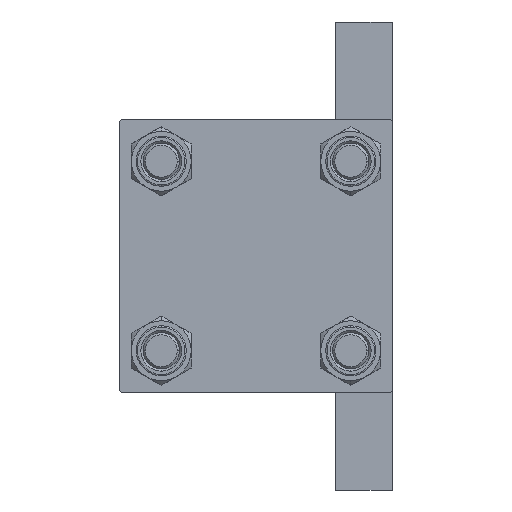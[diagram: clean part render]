
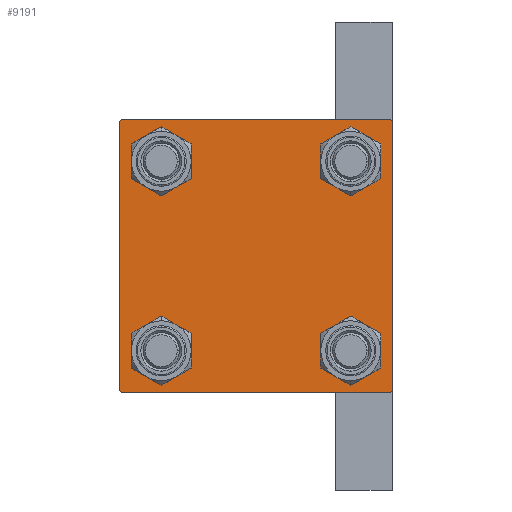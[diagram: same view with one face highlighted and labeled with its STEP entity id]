
A CAD part, left-side view. The second image highlights one B-rep face of the part: STEP entity #9191.
In plain terms, the highlighted planar face has unit normal (-1, 0, 0).
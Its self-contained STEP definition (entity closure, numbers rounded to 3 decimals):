
#10 = DIRECTION ( 'NONE',  ( 0., -0.707, -0.707 ) ) ;
#23 = DIRECTION ( 'NONE',  ( 0., 0., 1. ) ) ;
#265 = CARTESIAN_POINT ( 'NONE',  ( 0., -20.85, 20.85 ) ) ;
#952 = CARTESIAN_POINT ( 'NONE',  ( 0., 20.85, -20.85 ) ) ;
#1450 = EDGE_CURVE ( 'NONE', #19837, #10844, #37935, .T. ) ;
#1746 = DIRECTION ( 'NONE',  ( 1., 0., 0. ) ) ;
#2054 = EDGE_CURVE ( 'NONE', #3514, #33764, #41874, .T. ) ;
#3173 = EDGE_CURVE ( 'NONE', #14208, #24768, #6049, .T. ) ;
#3514 = VERTEX_POINT ( 'NONE', #5609 ) ;
#3985 = ORIENTED_EDGE ( 'NONE', *, *, #47278, .T. ) ;
#4668 = DIRECTION ( 'NONE',  ( 1., 0., 0. ) ) ;
#4786 = ORIENTED_EDGE ( 'NONE', *, *, #19182, .T. ) ;
#5175 = CARTESIAN_POINT ( 'NONE',  ( 0., -30., -29.5 ) ) ;
#5600 = DIRECTION ( 'NONE',  ( 0., 0., 1. ) ) ;
#5609 = CARTESIAN_POINT ( 'NONE',  ( 0., 20.85, -16.35 ) ) ;
#5948 = CARTESIAN_POINT ( 'NONE',  ( 0., -29.75, 29.75 ) ) ;
#6049 = CIRCLE ( 'NONE', #32559, 4.5 ) ;
#6271 = VERTEX_POINT ( 'NONE', #14613 ) ;
#6314 = VECTOR ( 'NONE', #44293, 1000. ) ;
#6814 = EDGE_CURVE ( 'NONE', #43153, #28761, #14593, .T. ) ;
#7232 = ORIENTED_EDGE ( 'NONE', *, *, #48021, .T. ) ;
#7263 = CIRCLE ( 'NONE', #11940, 4.5 ) ;
#7344 = CARTESIAN_POINT ( 'NONE',  ( 0., 29.75, -29.75 ) ) ;
#7353 = VECTOR ( 'NONE', #17032, 1000. ) ;
#7706 = VECTOR ( 'NONE', #17647, 1000. ) ;
#8263 = CARTESIAN_POINT ( 'NONE',  ( 0., -20.85, -25.35 ) ) ;
#8286 = CARTESIAN_POINT ( 'NONE',  ( 0., -20.85, -20.85 ) ) ;
#8586 = CARTESIAN_POINT ( 'NONE',  ( 0., 20.85, 20.85 ) ) ;
#9191 = ADVANCED_FACE ( 'NONE', ( #17173, #42807, #47427, #24729, #14211 ), #40100, .T. ) ;
#9389 = CARTESIAN_POINT ( 'NONE',  ( 0., 30., 29.5 ) ) ;
#9950 = AXIS2_PLACEMENT_3D ( 'NONE', #265, #22009, #23 ) ;
#10152 = EDGE_CURVE ( 'NONE', #18516, #12885, #36434, .T. ) ;
#10219 = CARTESIAN_POINT ( 'NONE',  ( 0., 29.75, 29.75 ) ) ;
#10823 = ORIENTED_EDGE ( 'NONE', *, *, #2054, .T. ) ;
#10844 = VERTEX_POINT ( 'NONE', #27691 ) ;
#10896 = DIRECTION ( 'NONE',  ( 1., 0., 0. ) ) ;
#11057 = ORIENTED_EDGE ( 'NONE', *, *, #26841, .T. ) ;
#11887 = EDGE_CURVE ( 'NONE', #38146, #13913, #17535, .T. ) ;
#11940 = AXIS2_PLACEMENT_3D ( 'NONE', #8286, #19517, #40992 ) ;
#12069 = CARTESIAN_POINT ( 'NONE',  ( 0., 30., -30. ) ) ;
#12862 = CARTESIAN_POINT ( 'NONE',  ( 0., 30., 30. ) ) ;
#12885 = VERTEX_POINT ( 'NONE', #38562 ) ;
#13316 = AXIS2_PLACEMENT_3D ( 'NONE', #8586, #4668, #38354 ) ;
#13913 = VERTEX_POINT ( 'NONE', #9389 ) ;
#14208 = VERTEX_POINT ( 'NONE', #31779 ) ;
#14211 = FACE_OUTER_BOUND ( 'NONE', #41521, .T. ) ;
#14593 = CIRCLE ( 'NONE', #9950, 4.5 ) ;
#14613 = CARTESIAN_POINT ( 'NONE',  ( 0., 20.85, 25.35 ) ) ;
#14866 = CIRCLE ( 'NONE', #13316, 4.5 ) ;
#15041 = EDGE_LOOP ( 'NONE', ( #28947, #38158 ) ) ;
#15227 = VECTOR ( 'NONE', #38261, 1000. ) ;
#15852 = DIRECTION ( 'NONE',  ( 1., 0., 0. ) ) ;
#16010 = ORIENTED_EDGE ( 'NONE', *, *, #19413, .F. ) ;
#16624 = CARTESIAN_POINT ( 'NONE',  ( 0., 29.5, -30. ) ) ;
#17032 = DIRECTION ( 'NONE',  ( 0., -1., 0. ) ) ;
#17173 = FACE_BOUND ( 'NONE', #15041, .T. ) ;
#17535 = LINE ( 'NONE', #10219, #41299 ) ;
#17647 = DIRECTION ( 'NONE',  ( 0., 0.707, 0.707 ) ) ;
#17853 = VERTEX_POINT ( 'NONE', #5175 ) ;
#18398 = CIRCLE ( 'NONE', #48026, 4.5 ) ;
#18516 = VERTEX_POINT ( 'NONE', #43870 ) ;
#18803 = CARTESIAN_POINT ( 'NONE',  ( 0., 20.85, 16.35 ) ) ;
#19182 = EDGE_CURVE ( 'NONE', #6271, #26323, #14866, .T. ) ;
#19413 = EDGE_CURVE ( 'NONE', #18516, #17853, #22075, .T. ) ;
#19517 = DIRECTION ( 'NONE',  ( 1., 0., 0. ) ) ;
#19837 = VERTEX_POINT ( 'NONE', #16624 ) ;
#19922 = AXIS2_PLACEMENT_3D ( 'NONE', #31388, #27735, #42617 ) ;
#20156 = AXIS2_PLACEMENT_3D ( 'NONE', #21073, #35716, #28159 ) ;
#20643 = DIRECTION ( 'NONE',  ( 0., -0.707, 0.707 ) ) ;
#20823 = AXIS2_PLACEMENT_3D ( 'NONE', #952, #15852, #5600 ) ;
#21033 = CARTESIAN_POINT ( 'NONE',  ( 0., -20.85, -20.85 ) ) ;
#21073 = CARTESIAN_POINT ( 'NONE',  ( 0., 0., 0. ) ) ;
#22009 = DIRECTION ( 'NONE',  ( 1., 0., 0. ) ) ;
#22075 = LINE ( 'NONE', #43347, #6314 ) ;
#22097 = EDGE_LOOP ( 'NONE', ( #47479, #11057 ) ) ;
#22551 = ORIENTED_EDGE ( 'NONE', *, *, #11887, .T. ) ;
#24129 = AXIS2_PLACEMENT_3D ( 'NONE', #33828, #10896, #40680 ) ;
#24678 = CARTESIAN_POINT ( 'NONE',  ( 0., -20.85, 16.35 ) ) ;
#24729 = FACE_BOUND ( 'NONE', #38358, .T. ) ;
#24768 = VERTEX_POINT ( 'NONE', #8263 ) ;
#24774 = CARTESIAN_POINT ( 'NONE',  ( 0., -29.75, -29.75 ) ) ;
#24905 = EDGE_CURVE ( 'NONE', #38146, #12885, #36766, .T. ) ;
#25106 = DIRECTION ( 'NONE',  ( 0., 0.707, -0.707 ) ) ;
#25265 = CARTESIAN_POINT ( 'NONE',  ( 0., 30., -29.5 ) ) ;
#26323 = VERTEX_POINT ( 'NONE', #18803 ) ;
#26841 = EDGE_CURVE ( 'NONE', #24768, #14208, #7263, .T. ) ;
#27228 = VECTOR ( 'NONE', #20643, 1000. ) ;
#27691 = CARTESIAN_POINT ( 'NONE',  ( 0., -29.5, -30. ) ) ;
#27735 = DIRECTION ( 'NONE',  ( 1., 0., 0. ) ) ;
#28159 = DIRECTION ( 'NONE',  ( 0., 0., 1. ) ) ;
#28761 = VERTEX_POINT ( 'NONE', #24678 ) ;
#28947 = ORIENTED_EDGE ( 'NONE', *, *, #6814, .T. ) ;
#31388 = CARTESIAN_POINT ( 'NONE',  ( 0., -20.85, 20.85 ) ) ;
#31740 = VERTEX_POINT ( 'NONE', #25265 ) ;
#31779 = CARTESIAN_POINT ( 'NONE',  ( 0., -20.85, -16.35 ) ) ;
#32559 = AXIS2_PLACEMENT_3D ( 'NONE', #21033, #1746, #36148 ) ;
#32811 = CARTESIAN_POINT ( 'NONE',  ( 0., 20.85, -25.35 ) ) ;
#32854 = DIRECTION ( 'NONE',  ( 0., 0., 1. ) ) ;
#32899 = ORIENTED_EDGE ( 'NONE', *, *, #1450, .T. ) ;
#33362 = ORIENTED_EDGE ( 'NONE', *, *, #35447, .T. ) ;
#33764 = VERTEX_POINT ( 'NONE', #32811 ) ;
#33828 = CARTESIAN_POINT ( 'NONE',  ( 0., 20.85, 20.85 ) ) ;
#34580 = EDGE_CURVE ( 'NONE', #28761, #43153, #34719, .T. ) ;
#34719 = CIRCLE ( 'NONE', #19922, 4.5 ) ;
#34782 = ORIENTED_EDGE ( 'NONE', *, *, #47780, .T. ) ;
#34967 = CARTESIAN_POINT ( 'NONE',  ( 0., 29.5, 30. ) ) ;
#35034 = EDGE_LOOP ( 'NONE', ( #10823, #45327 ) ) ;
#35342 = ORIENTED_EDGE ( 'NONE', *, *, #24905, .F. ) ;
#35447 = EDGE_CURVE ( 'NONE', #13913, #31740, #42412, .T. ) ;
#35716 = DIRECTION ( 'NONE',  ( -1., 0., 0. ) ) ;
#36037 = DIRECTION ( 'NONE',  ( 1., 0., 0. ) ) ;
#36148 = DIRECTION ( 'NONE',  ( 0., 0., 1. ) ) ;
#36232 = LINE ( 'NONE', #24774, #27228 ) ;
#36434 = LINE ( 'NONE', #5948, #7706 ) ;
#36766 = LINE ( 'NONE', #47282, #7353 ) ;
#36795 = EDGE_CURVE ( 'NONE', #33764, #3514, #18398, .T. ) ;
#37935 = LINE ( 'NONE', #12069, #41058 ) ;
#38146 = VERTEX_POINT ( 'NONE', #34967 ) ;
#38158 = ORIENTED_EDGE ( 'NONE', *, *, #34580, .T. ) ;
#38261 = DIRECTION ( 'NONE',  ( 0., 0., -1. ) ) ;
#38354 = DIRECTION ( 'NONE',  ( 0., 0., 1. ) ) ;
#38358 = EDGE_LOOP ( 'NONE', ( #4786, #34782 ) ) ;
#38562 = CARTESIAN_POINT ( 'NONE',  ( 0., -29.5, 30. ) ) ;
#40100 = PLANE ( 'NONE',  #20156 ) ;
#40680 = DIRECTION ( 'NONE',  ( 0., 0., 1. ) ) ;
#40992 = DIRECTION ( 'NONE',  ( 0., 0., 1. ) ) ;
#41058 = VECTOR ( 'NONE', #47788, 1000. ) ;
#41299 = VECTOR ( 'NONE', #25106, 1000. ) ;
#41521 = EDGE_LOOP ( 'NONE', ( #33362, #3985, #32899, #7232, #16010, #43815, #35342, #22551 ) ) ;
#41528 = LINE ( 'NONE', #7344, #46711 ) ;
#41874 = CIRCLE ( 'NONE', #20823, 4.5 ) ;
#42412 = LINE ( 'NONE', #12862, #15227 ) ;
#42617 = DIRECTION ( 'NONE',  ( 0., 0., 1. ) ) ;
#42807 = FACE_BOUND ( 'NONE', #22097, .T. ) ;
#43153 = VERTEX_POINT ( 'NONE', #46291 ) ;
#43347 = CARTESIAN_POINT ( 'NONE',  ( 0., -30., 30. ) ) ;
#43372 = CARTESIAN_POINT ( 'NONE',  ( 0., 20.85, -20.85 ) ) ;
#43815 = ORIENTED_EDGE ( 'NONE', *, *, #10152, .T. ) ;
#43870 = CARTESIAN_POINT ( 'NONE',  ( 0., -30., 29.5 ) ) ;
#44293 = DIRECTION ( 'NONE',  ( 0., 0., -1. ) ) ;
#44365 = CIRCLE ( 'NONE', #24129, 4.5 ) ;
#45327 = ORIENTED_EDGE ( 'NONE', *, *, #36795, .T. ) ;
#46291 = CARTESIAN_POINT ( 'NONE',  ( 0., -20.85, 25.35 ) ) ;
#46711 = VECTOR ( 'NONE', #10, 1000. ) ;
#47278 = EDGE_CURVE ( 'NONE', #31740, #19837, #41528, .T. ) ;
#47282 = CARTESIAN_POINT ( 'NONE',  ( 0., 30., 30. ) ) ;
#47427 = FACE_BOUND ( 'NONE', #35034, .T. ) ;
#47479 = ORIENTED_EDGE ( 'NONE', *, *, #3173, .T. ) ;
#47780 = EDGE_CURVE ( 'NONE', #26323, #6271, #44365, .T. ) ;
#47788 = DIRECTION ( 'NONE',  ( 0., -1., 0. ) ) ;
#48021 = EDGE_CURVE ( 'NONE', #10844, #17853, #36232, .T. ) ;
#48026 = AXIS2_PLACEMENT_3D ( 'NONE', #43372, #36037, #32854 ) ;
